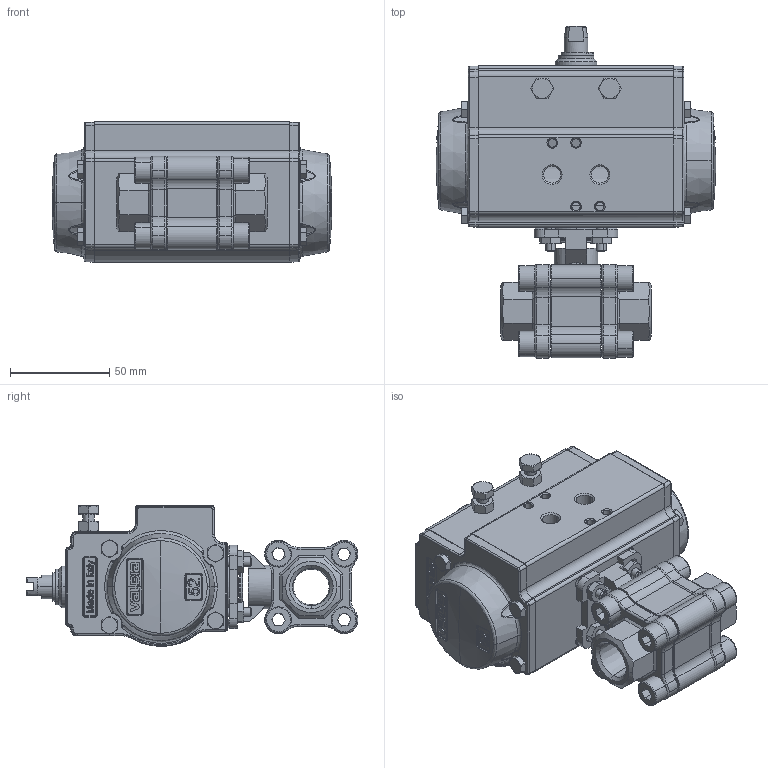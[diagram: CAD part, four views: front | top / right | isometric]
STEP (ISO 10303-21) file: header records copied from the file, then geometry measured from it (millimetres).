
FILE_DESCRIPTION (( 'STEP AP203' ), '1' );
FILE_NAME ('4700-050F_UT-0.STEP', '2017-11-09T20:07:57', ( '' ), ( '' ), 'SwSTEP 2.0', 'SolidWorks 2014', '' );
FILE_SCHEMA (( 'CONFIG_CONTROL_DESIGN' ));
Length unit declared in the file: inch
Products named in the file (1): 4700-050F_UT-0
Bounding box: 141.02 x 167.31 x 70.98 mm (x, y, z)
Surface area: 74029 mm2 (no closed solid volume)
Topology: 0 solids, 35 shells, 1487 faces, 4375 edges, 2845 vertices
Faces by surface type: plane 622, bspline 401, cylinder 229, cone 209, sphere 26
Entity records: 73739 total; most frequent: CARTESIAN_POINT 38990, ORIENTED_EDGE 7630, DIRECTION 5866, EDGE_CURVE 4361, VERTEX_POINT 2845, AXIS2_PLACEMENT_3D 1995, LINE 1876, VECTOR 1876
